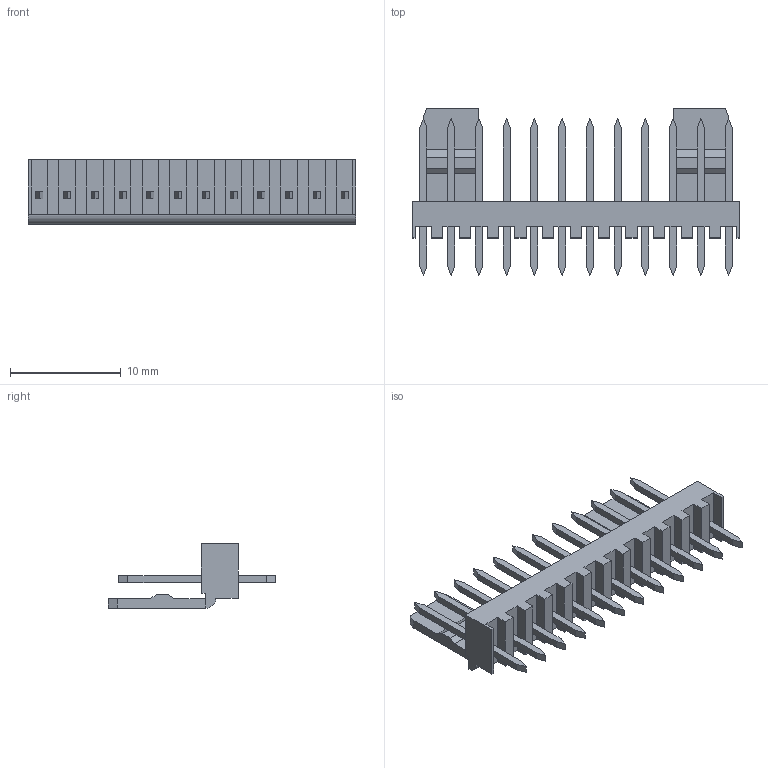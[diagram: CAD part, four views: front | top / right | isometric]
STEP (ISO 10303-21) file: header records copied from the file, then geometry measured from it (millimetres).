
FILE_DESCRIPTION((''),'2;1');
FILE_NAME('022041121','2013-12-25T',('me'),(''),'PRO/ENGINEER BY PARAMETRIC TECHNOLOGY CORPORATION, 2011490','PRO/ENGINEER BY PARAMETRIC TECHNOLOGY CORPORATION, 2011490','');
FILE_SCHEMA(('CONFIG_CONTROL_DESIGN'));
Length unit declared in the file: millimetre
Products named in the file (1): 022041121
Bounding box: 29.5 x 15.1 x 5.8 mm (x, y, z)
Volume: 527.8 mm3; surface area: 1234.9 mm2
Topology: 1 solids, 1 shells, 275 faces, 738 edges, 500 vertices
Faces by surface type: plane 274, cylinder 1
Entity records: 8461 total; most frequent: CARTESIAN_POINT 1491, ORIENTED_EDGE 1428, DIRECTION 1318, EDGE_CURVE 714, VECTOR 712, LINE 712, VERTEX_POINT 476, EDGE_LOOP 310
